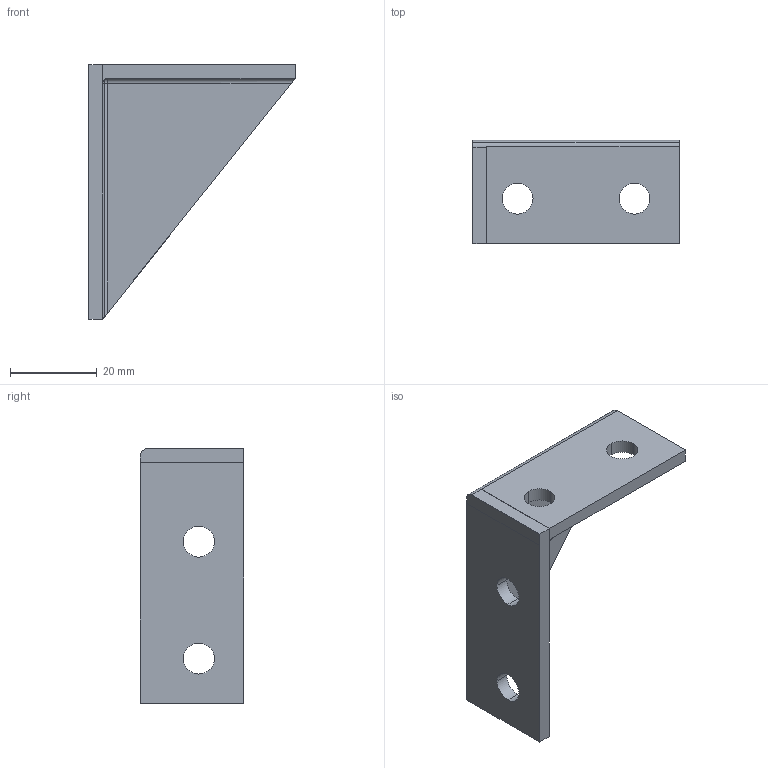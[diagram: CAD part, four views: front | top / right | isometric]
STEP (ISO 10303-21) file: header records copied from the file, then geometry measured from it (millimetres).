
FILE_DESCRIPTION(('TurboCAD Mac Pro'),'Build 980');
FILE_NAME('P6331.stp',' ',(''),(''),'ACIS Interop','IMSI','TurboCAD Mac Pro BY IMSI, INCORPORATED');
FILE_SCHEMA(('automotive_design'));
Length unit declared in the file: inch
Products named in the file (1): 1
Bounding box: 47.62 x 23.81 x 58.74 mm (x, y, z)
Volume: 11218.5 mm3; surface area: 7969.8 mm2
Topology: 1 solids, 1 shells, 44 faces, 123 edges, 79 vertices
Faces by surface type: plane 17, bspline 16, cylinder 9, sphere 2
Entity records: 1876 total; most frequent: CARTESIAN_POINT 456, ORIENTED_EDGE 242, DIRECTION 168, EDGE_CURVE 121, VERTEX_POINT 79, LINE 66, VECTOR 66, EDGE_LOOP 52
